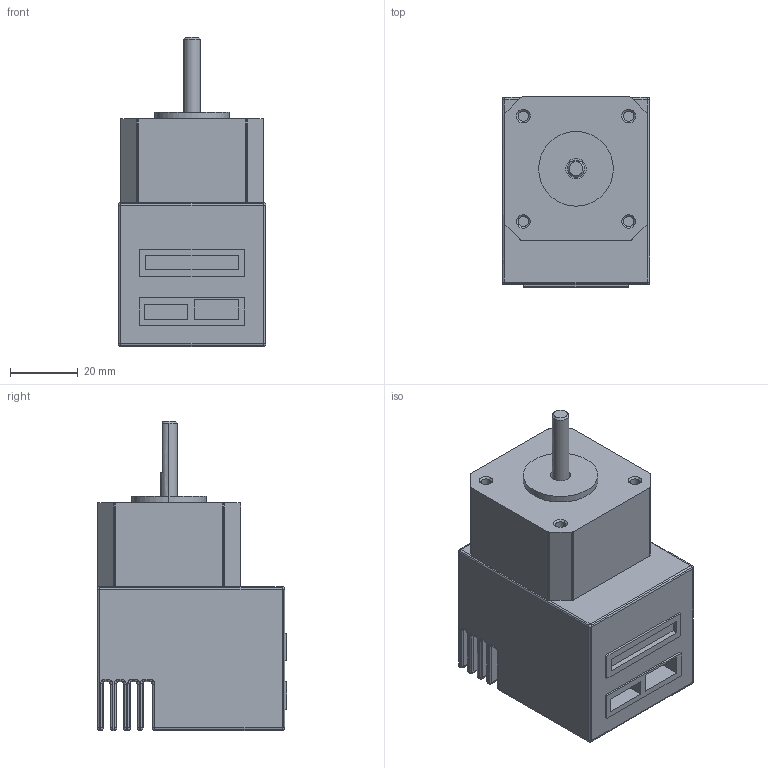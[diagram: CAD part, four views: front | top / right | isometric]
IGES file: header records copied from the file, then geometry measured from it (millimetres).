
Start section: 3D InterOp IGES (Version 21 0 3), Spatial Corp. Copyright (c) 1999-2007.
Global section: file name: export0.igs; native system: Spatial Corp.; preprocessor: 3D InterOp ACIS/IGES; author: Noname; organization: Noname; date: 20140827.084826; units: centimetre
Bounding box: 43.5 x 55.85 x 91 mm (x, y, z)
Surface area: 22720.6 mm2 (no closed solid volume)
Topology: 0 solids, 0 shells, 285 faces, 1384 edges, 1360 vertices
Faces by surface type: revolution 219, extrusion 66
